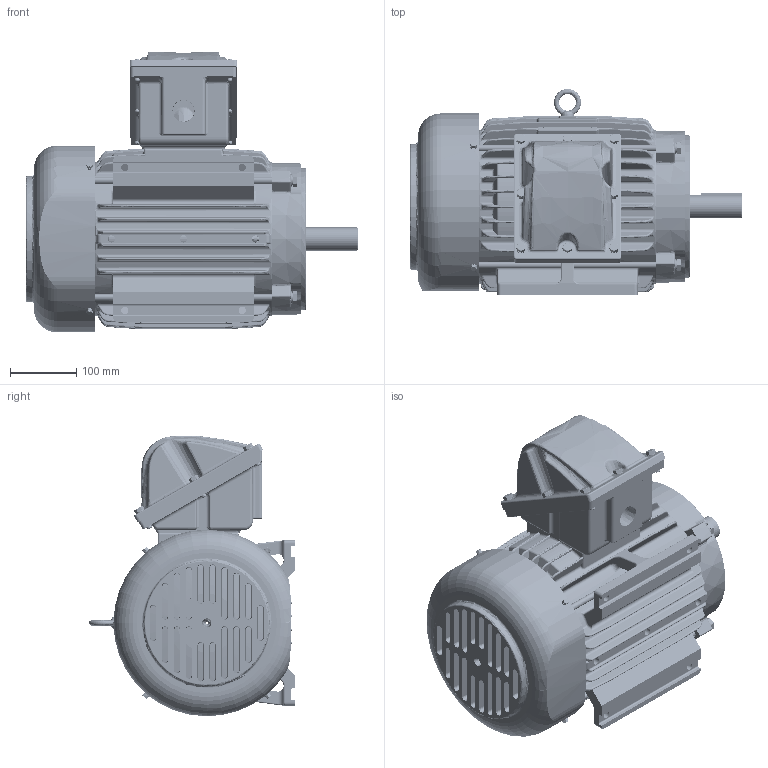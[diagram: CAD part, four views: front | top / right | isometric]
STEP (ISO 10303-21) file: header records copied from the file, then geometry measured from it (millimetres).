
FILE_DESCRIPTION(('CATIA V5 STEP Exchange'),'2;1');
FILE_NAME('31043A391--AEHHXG-215TC.stp','2018-04-17T11:21:49+00:00',('none'),('none'),'Unofficial Packaging Version','CATIA V5 STEP AP203','none');
FILE_SCHEMA(('CONFIG_CONTROL_DESIGN'));
Length unit declared in the file: millimetre
Products named in the file (1): 31043A391--AEHHXG-215TC
Bounding box: 501.65 x 311.38 x 423.93 mm (x, y, z)
Volume: 7394728.7 mm3; surface area: 1649495.1 mm2
Topology: 2 solids, 18 shells, 4516 faces, 11713 edges, 6950 vertices
Faces by surface type: bspline 1598, cylinder 1067, plane 834, torus 459, cone 443, sphere 68, revolution 47
Entity records: 191279 total; most frequent: CARTESIAN_POINT 104617, ORIENTED_EDGE 22660, EDGE_CURVE 11328, DIRECTION 10948, VERTEX_POINT 6948, AXIS2_PLACEMENT_3D 5372, EDGE_LOOP 4758, ADVANCED_FACE 4514
